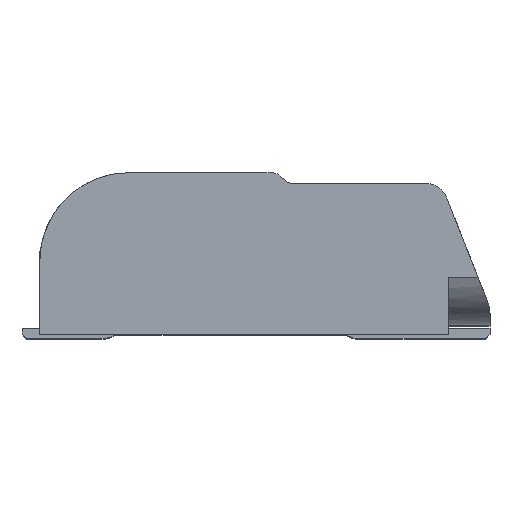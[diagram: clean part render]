
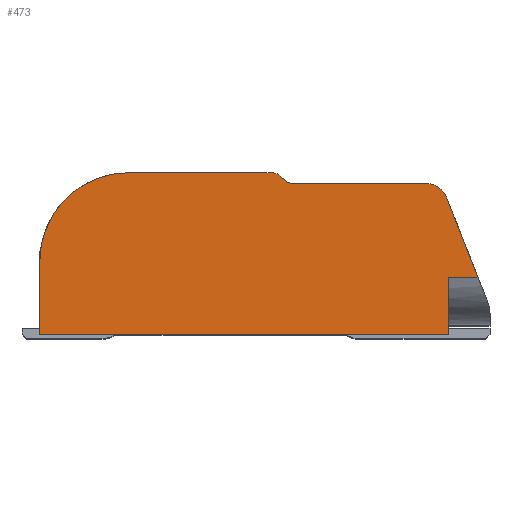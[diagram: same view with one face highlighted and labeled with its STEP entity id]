
A CAD part, top view. The second image highlights one B-rep face of the part: STEP entity #473.
In plain terms, the highlighted planar face has unit normal (0, 0, 1).
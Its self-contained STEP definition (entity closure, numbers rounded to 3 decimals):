
#473 = ADVANCED_FACE( '', ( #1128 ), #1129, .T. );
#1128 = FACE_OUTER_BOUND( '', #1966, .T. );
#1129 = PLANE( '', #1967 );
#1966 = EDGE_LOOP( '', ( #3318, #3319, #3320, #3321, #3322, #3323, #3324, #3325, #3326, #3327, #3328, #3329 ) );
#1967 = AXIS2_PLACEMENT_3D( '', #3330, #3331, #3332 );
#3318 = ORIENTED_EDGE( '', *, *, #5585, .T. );
#3319 = ORIENTED_EDGE( '', *, *, #5658, .T. );
#3320 = ORIENTED_EDGE( '', *, *, #5659, .T. );
#3321 = ORIENTED_EDGE( '', *, *, #5660, .T. );
#3322 = ORIENTED_EDGE( '', *, *, #5661, .T. );
#3323 = ORIENTED_EDGE( '', *, *, #5662, .F. );
#3324 = ORIENTED_EDGE( '', *, *, #5663, .T. );
#3325 = ORIENTED_EDGE( '', *, *, #5335, .T. );
#3326 = ORIENTED_EDGE( '', *, *, #5664, .T. );
#3327 = ORIENTED_EDGE( '', *, *, #5665, .T. );
#3328 = ORIENTED_EDGE( '', *, *, #5666, .T. );
#3329 = ORIENTED_EDGE( '', *, *, #5667, .T. );
#3330 = CARTESIAN_POINT( '', ( -1., 0.708, 17.7 ) );
#3331 = DIRECTION( '', ( 0., 0., 1. ) );
#3332 = DIRECTION( '', ( 1., 0., 0. ) );
#5335 = EDGE_CURVE( '', #6510, #6508, #6511, .T. );
#5585 = EDGE_CURVE( '', #6926, #6931, #6933, .T. );
#5658 = EDGE_CURVE( '', #6931, #7041, #7042, .T. );
#5659 = EDGE_CURVE( '', #7041, #7043, #7044, .T. );
#5660 = EDGE_CURVE( '', #7043, #7045, #7046, .T. );
#5661 = EDGE_CURVE( '', #7045, #7047, #7048, .T. );
#5662 = EDGE_CURVE( '', #7049, #7047, #7050, .T. );
#5663 = EDGE_CURVE( '', #7049, #6510, #7051, .T. );
#5664 = EDGE_CURVE( '', #6508, #7052, #7053, .T. );
#5665 = EDGE_CURVE( '', #7052, #7054, #7055, .T. );
#5666 = EDGE_CURVE( '', #7054, #7056, #7057, .T. );
#5667 = EDGE_CURVE( '', #7056, #6926, #7058, .T. );
#6508 = VERTEX_POINT( '', #8187 );
#6510 = VERTEX_POINT( '', #8190 );
#6511 = CIRCLE( '', #8191, 0.5 );
#6926 = VERTEX_POINT( '', #8784 );
#6931 = VERTEX_POINT( '', #8791 );
#6933 = LINE( '', #8793, #8794 );
#7041 = VERTEX_POINT( '', #8942 );
#7042 = LINE( '', #8943, #8944 );
#7043 = VERTEX_POINT( '', #8945 );
#7044 = LINE( '', #8946, #8947 );
#7045 = VERTEX_POINT( '', #8948 );
#7046 = CIRCLE( '', #8949, 0.8 );
#7047 = VERTEX_POINT( '', #8950 );
#7048 = LINE( '', #8951, #8952 );
#7049 = VERTEX_POINT( '', #8953 );
#7050 = CIRCLE( '', #8954, 0.2 );
#7051 = LINE( '', #8955, #8956 );
#7052 = VERTEX_POINT( '', #8957 );
#7053 = LINE( '', #8958, #8959 );
#7054 = VERTEX_POINT( '', #8960 );
#7055 = CIRCLE( '', #8961, 3. );
#7056 = VERTEX_POINT( '', #8962 );
#7057 = LINE( '', #8963, #8964 );
#7058 = LINE( '', #8965, #8966 );
#8187 = CARTESIAN_POINT( '', ( -7.393, 5.45, 17.7 ) );
#8190 = CARTESIAN_POINT( '', ( -7.068, 5.33, 17.7 ) );
#8191 = AXIS2_PLACEMENT_3D( '', #10237, #10238, #10239 );
#8784 = CARTESIAN_POINT( '', ( -1.4, 0., 17.7 ) );
#8791 = CARTESIAN_POINT( '', ( -1.4, 1.925, 17.7 ) );
#8793 = CARTESIAN_POINT( '', ( -1.4, 0., 17.7 ) );
#8794 = VECTOR( '', #10520, 1000. );
#8942 = CARTESIAN_POINT( '', ( -0.405, 1.925, 17.7 ) );
#8943 = CARTESIAN_POINT( '', ( -1.4, 1.925, 17.7 ) );
#8944 = VECTOR( '', #10612, 1000. );
#8945 = CARTESIAN_POINT( '', ( -1.456, 4.593, 17.7 ) );
#8946 = CARTESIAN_POINT( '', ( -0.07, 1.074, 17.7 ) );
#8947 = VECTOR( '', #10613, 1000. );
#8948 = CARTESIAN_POINT( '', ( -2.2, 5.1, 17.7 ) );
#8949 = AXIS2_PLACEMENT_3D( '', #10614, #10615, #10616 );
#8950 = CARTESIAN_POINT( '', ( -6.726, 5.1, 17.7 ) );
#8951 = CARTESIAN_POINT( '', ( -2.2, 5.1, 17.7 ) );
#8952 = VECTOR( '', #10617, 1000. );
#8953 = CARTESIAN_POINT( '', ( -6.856, 5.148, 17.7 ) );
#8954 = AXIS2_PLACEMENT_3D( '', #10618, #10619, #10620 );
#8955 = CARTESIAN_POINT( '', ( -6.856, 5.148, 17.7 ) );
#8956 = VECTOR( '', #10621, 1000. );
#8957 = CARTESIAN_POINT( '', ( -12.2, 5.45, 17.7 ) );
#8958 = CARTESIAN_POINT( '', ( -7.393, 5.45, 17.7 ) );
#8959 = VECTOR( '', #10622, 1000. );
#8960 = CARTESIAN_POINT( '', ( -15.2, 2.45, 17.7 ) );
#8961 = AXIS2_PLACEMENT_3D( '', #10623, #10624, #10625 );
#8962 = CARTESIAN_POINT( '', ( -15.2, 0., 17.7 ) );
#8963 = CARTESIAN_POINT( '', ( -15.2, 2.45, 17.7 ) );
#8964 = VECTOR( '', #10626, 1000. );
#8965 = CARTESIAN_POINT( '', ( -15.2, 0., 17.7 ) );
#8966 = VECTOR( '', #10627, 1000. );
#10237 = CARTESIAN_POINT( '', ( -7.393, 4.95, 17.7 ) );
#10238 = DIRECTION( '', ( 0., 0., 1. ) );
#10239 = DIRECTION( '', ( 1., 0., 0. ) );
#10520 = DIRECTION( '', ( 0., 1., 0. ) );
#10612 = DIRECTION( '', ( 1., 0., 0. ) );
#10613 = DIRECTION( '', ( -0.367, 0.93, 0. ) );
#10614 = CARTESIAN_POINT( '', ( -2.2, 4.3, 17.7 ) );
#10615 = DIRECTION( '', ( 0., 0., 1. ) );
#10616 = DIRECTION( '', ( 1., 0., 0. ) );
#10617 = DIRECTION( '', ( -1., 0., 0. ) );
#10618 = CARTESIAN_POINT( '', ( -6.726, 5.3, 17.7 ) );
#10619 = DIRECTION( '', ( 0., 0., 1. ) );
#10620 = DIRECTION( '', ( 1., 0., 0. ) );
#10621 = DIRECTION( '', ( -0.759, 0.651, 0. ) );
#10622 = DIRECTION( '', ( -1., 0., 0. ) );
#10623 = CARTESIAN_POINT( '', ( -12.2, 2.45, 17.7 ) );
#10624 = DIRECTION( '', ( 0., 0., 1. ) );
#10625 = DIRECTION( '', ( 1., 0., 0. ) );
#10626 = DIRECTION( '', ( 0., -1., 0. ) );
#10627 = DIRECTION( '', ( 1., 0., 0. ) );
